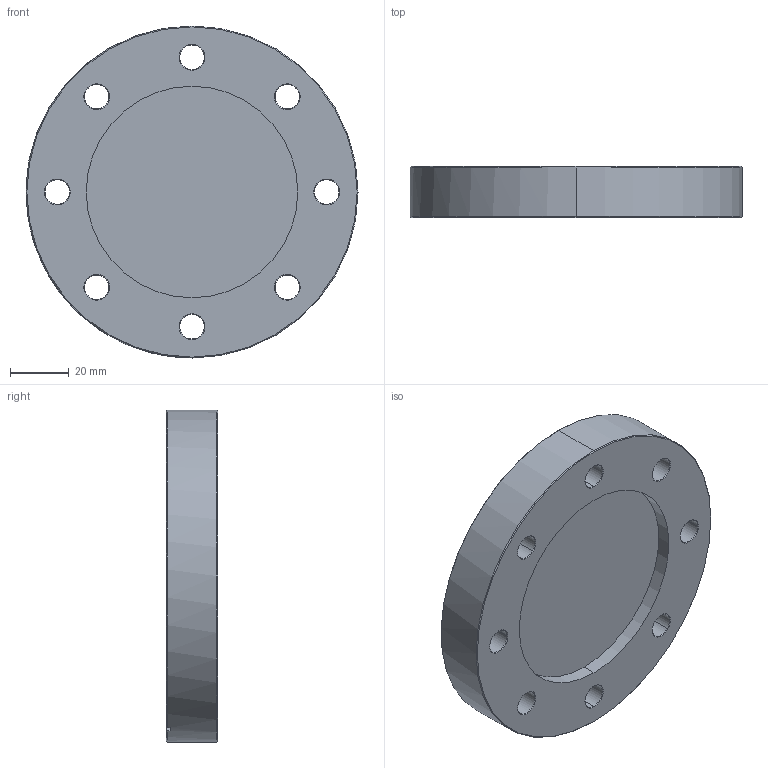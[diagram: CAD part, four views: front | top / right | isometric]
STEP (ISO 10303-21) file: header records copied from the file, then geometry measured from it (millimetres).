
FILE_DESCRIPTION (( 'STEP AP214' ), '1' );
FILE_NAME ('Hositrad_CF63-BR.STEP', '2017-04-28T08:56:44', ( 'Gebruiker' ), ( '' ), 'SwSTEP 2.0', 'SolidWorks 2017', '' );
FILE_SCHEMA (( 'AUTOMOTIVE_DESIGN' ));
Length unit declared in the file: millimetre
Products named in the file (1): Hositrad_CF63-BR
Bounding box: 113.5 x 17.5 x 113.5 mm (x, y, z)
Volume: 142931.5 mm3; surface area: 38965.2 mm2
Topology: 2 solids, 2 shells, 75 faces, 171 edges, 100 vertices
Faces by surface type: cone 43, cylinder 24, plane 8
Entity records: 2207 total; most frequent: DIRECTION 416, CARTESIAN_POINT 353, ORIENTED_EDGE 342, AXIS2_PLACEMENT_3D 171, EDGE_CURVE 171, VERTEX_POINT 100, CIRCLE 95, EDGE_LOOP 93
